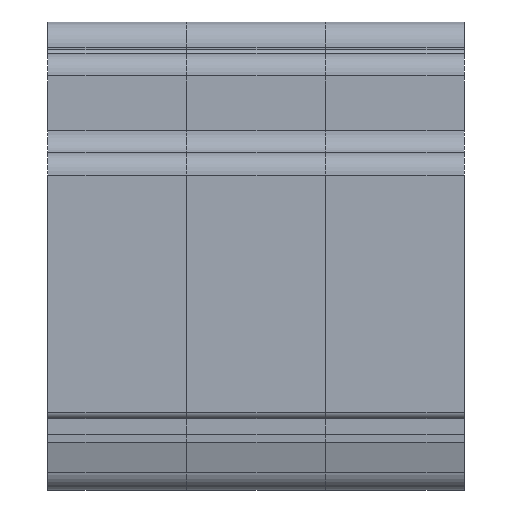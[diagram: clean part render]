
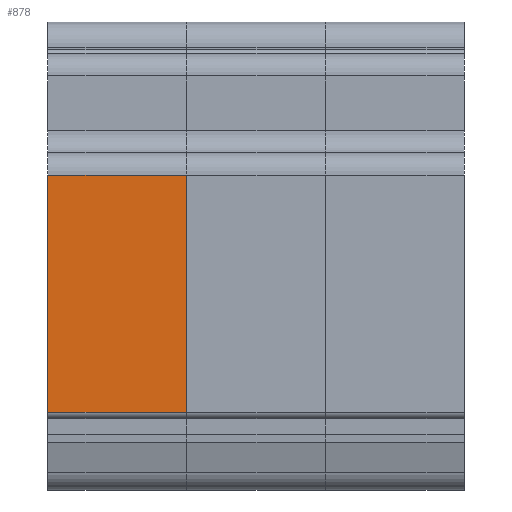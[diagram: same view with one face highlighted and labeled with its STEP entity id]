
A CAD part, front view. The second image highlights one B-rep face of the part: STEP entity #878.
In plain terms, the highlighted planar face has unit normal (0, -1, 0).
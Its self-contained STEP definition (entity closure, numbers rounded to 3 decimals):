
#820=CARTESIAN_POINT('',(175.,-568.2,48.));
#821=VERTEX_POINT('',#820);
#829=CARTESIAN_POINT('',(0.0,-568.2,48.));
#830=VERTEX_POINT('',#829);
#831=CARTESIAN_POINT('',(0.0,-568.2,48.));
#832=DIRECTION('',(1.0,0.0,0.0));
#833=VECTOR('',#832,175.);
#834=LINE('',#831,#833);
#835=EDGE_CURVE('',#830,#821,#834,.T.);
#848=CARTESIAN_POINT('',(0.0,-568.2,48.));
#849=DIRECTION('',(0.0,-1.0,0.0));
#850=DIRECTION('',(0.0,0.0,-1.0));
#851=AXIS2_PLACEMENT_3D('',#848,#849,#850);
#852=PLANE('',#851);
#853=CARTESIAN_POINT('',(175.,-568.2,347.));
#854=VERTEX_POINT('',#853);
#855=CARTESIAN_POINT('',(175.,-568.2,48.));
#856=DIRECTION('',(0.0,0.0,1.0));
#857=VECTOR('',#856,299.0);
#858=LINE('',#855,#857);
#859=EDGE_CURVE('',#821,#854,#858,.T.);
#860=ORIENTED_EDGE('',*,*,#859,.T.);
#861=CARTESIAN_POINT('',(0.0,-568.2,347.));
#862=VERTEX_POINT('',#861);
#863=CARTESIAN_POINT('',(0.0,-568.2,347.));
#864=DIRECTION('',(1.0,0.0,0.0));
#865=VECTOR('',#864,175.);
#866=LINE('',#863,#865);
#867=EDGE_CURVE('',#862,#854,#866,.T.);
#868=ORIENTED_EDGE('',*,*,#867,.F.);
#869=CARTESIAN_POINT('',(0.0,-568.2,48.));
#870=DIRECTION('',(0.0,0.0,1.0));
#871=VECTOR('',#870,299.0);
#872=LINE('',#869,#871);
#873=EDGE_CURVE('',#830,#862,#872,.T.);
#874=ORIENTED_EDGE('',*,*,#873,.F.);
#875=ORIENTED_EDGE('',*,*,#835,.T.);
#876=EDGE_LOOP('',(#860,#868,#874,#875));
#877=FACE_OUTER_BOUND('',#876,.T.);
#878=ADVANCED_FACE('',(#877),#852,.T.);
